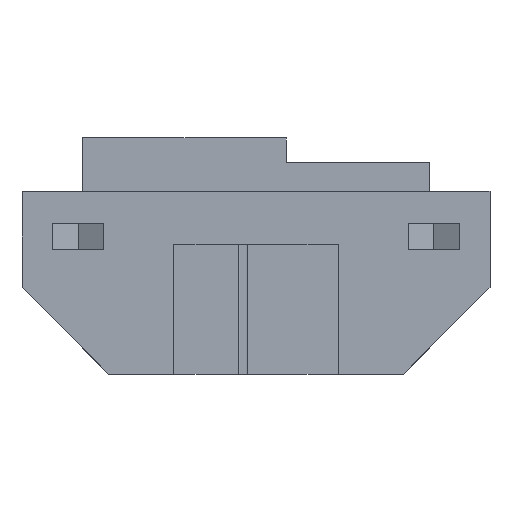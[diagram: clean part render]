
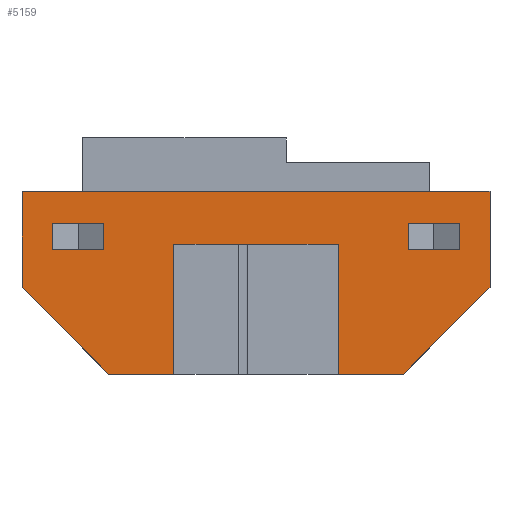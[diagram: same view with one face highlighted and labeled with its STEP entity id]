
A CAD part, front view. The second image highlights one B-rep face of the part: STEP entity #5159.
In plain terms, the highlighted planar face has unit normal (0, -1, 0).
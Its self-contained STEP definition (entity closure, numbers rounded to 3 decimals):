
#89=FACE_BOUND('',#574,.T.);
#90=FACE_BOUND('',#575,.T.);
#281=FACE_OUTER_BOUND('',#573,.T.);
#573=EDGE_LOOP('',(#3597,#3598,#3599,#3600,#3601,#3602,#3603,#3604,#3605,
#3606,#3607,#3608));
#574=EDGE_LOOP('',(#3609,#3610,#3611,#3612));
#575=EDGE_LOOP('',(#3613,#3614,#3615,#3616));
#945=LINE('',#7505,#1578);
#1013=LINE('',#7643,#1646);
#1014=LINE('',#7645,#1647);
#1015=LINE('',#7647,#1648);
#1016=LINE('',#7649,#1649);
#1017=LINE('',#7651,#1650);
#1018=LINE('',#7653,#1651);
#1019=LINE('',#7655,#1652);
#1020=LINE('',#7657,#1653);
#1021=LINE('',#7659,#1654);
#1022=LINE('',#7661,#1655);
#1023=LINE('',#7662,#1656);
#1024=LINE('',#7665,#1657);
#1025=LINE('',#7667,#1658);
#1026=LINE('',#7669,#1659);
#1027=LINE('',#7670,#1660);
#1028=LINE('',#7673,#1661);
#1029=LINE('',#7675,#1662);
#1030=LINE('',#7677,#1663);
#1031=LINE('',#7678,#1664);
#1578=VECTOR('',#5984,10.);
#1646=VECTOR('',#6084,10.);
#1647=VECTOR('',#6085,10.);
#1648=VECTOR('',#6086,10.);
#1649=VECTOR('',#6087,10.);
#1650=VECTOR('',#6088,10.);
#1651=VECTOR('',#6089,10.);
#1652=VECTOR('',#6090,10.);
#1653=VECTOR('',#6091,10.);
#1654=VECTOR('',#6092,10.);
#1655=VECTOR('',#6093,10.);
#1656=VECTOR('',#6094,10.);
#1657=VECTOR('',#6095,10.);
#1658=VECTOR('',#6096,10.);
#1659=VECTOR('',#6097,10.);
#1660=VECTOR('',#6098,10.);
#1661=VECTOR('',#6099,10.);
#1662=VECTOR('',#6100,10.);
#1663=VECTOR('',#6101,10.);
#1664=VECTOR('',#6102,10.);
#2204=VERTEX_POINT('',#7503);
#2205=VERTEX_POINT('',#7504);
#2259=VERTEX_POINT('',#7642);
#2260=VERTEX_POINT('',#7644);
#2261=VERTEX_POINT('',#7646);
#2262=VERTEX_POINT('',#7648);
#2263=VERTEX_POINT('',#7650);
#2264=VERTEX_POINT('',#7652);
#2265=VERTEX_POINT('',#7654);
#2266=VERTEX_POINT('',#7656);
#2267=VERTEX_POINT('',#7658);
#2268=VERTEX_POINT('',#7660);
#2269=VERTEX_POINT('',#7663);
#2270=VERTEX_POINT('',#7664);
#2271=VERTEX_POINT('',#7666);
#2272=VERTEX_POINT('',#7668);
#2273=VERTEX_POINT('',#7671);
#2274=VERTEX_POINT('',#7672);
#2275=VERTEX_POINT('',#7674);
#2276=VERTEX_POINT('',#7676);
#2719=EDGE_CURVE('',#2204,#2205,#945,.T.);
#2790=EDGE_CURVE('',#2205,#2259,#1013,.T.);
#2791=EDGE_CURVE('',#2260,#2259,#1014,.T.);
#2792=EDGE_CURVE('',#2260,#2261,#1015,.T.);
#2793=EDGE_CURVE('',#2262,#2261,#1016,.T.);
#2794=EDGE_CURVE('',#2263,#2262,#1017,.T.);
#2795=EDGE_CURVE('',#2263,#2264,#1018,.T.);
#2796=EDGE_CURVE('',#2265,#2264,#1019,.T.);
#2797=EDGE_CURVE('',#2266,#2265,#1020,.T.);
#2798=EDGE_CURVE('',#2266,#2267,#1021,.T.);
#2799=EDGE_CURVE('',#2268,#2267,#1022,.T.);
#2800=EDGE_CURVE('',#2204,#2268,#1023,.T.);
#2801=EDGE_CURVE('',#2269,#2270,#1024,.T.);
#2802=EDGE_CURVE('',#2270,#2271,#1025,.T.);
#2803=EDGE_CURVE('',#2271,#2272,#1026,.T.);
#2804=EDGE_CURVE('',#2269,#2272,#1027,.T.);
#2805=EDGE_CURVE('',#2273,#2274,#1028,.T.);
#2806=EDGE_CURVE('',#2273,#2275,#1029,.T.);
#2807=EDGE_CURVE('',#2275,#2276,#1030,.T.);
#2808=EDGE_CURVE('',#2276,#2274,#1031,.T.);
#3597=ORIENTED_EDGE('',*,*,#2719,.T.);
#3598=ORIENTED_EDGE('',*,*,#2790,.T.);
#3599=ORIENTED_EDGE('',*,*,#2791,.F.);
#3600=ORIENTED_EDGE('',*,*,#2792,.T.);
#3601=ORIENTED_EDGE('',*,*,#2793,.F.);
#3602=ORIENTED_EDGE('',*,*,#2794,.F.);
#3603=ORIENTED_EDGE('',*,*,#2795,.T.);
#3604=ORIENTED_EDGE('',*,*,#2796,.F.);
#3605=ORIENTED_EDGE('',*,*,#2797,.F.);
#3606=ORIENTED_EDGE('',*,*,#2798,.T.);
#3607=ORIENTED_EDGE('',*,*,#2799,.F.);
#3608=ORIENTED_EDGE('',*,*,#2800,.F.);
#3609=ORIENTED_EDGE('',*,*,#2801,.T.);
#3610=ORIENTED_EDGE('',*,*,#2802,.T.);
#3611=ORIENTED_EDGE('',*,*,#2803,.T.);
#3612=ORIENTED_EDGE('',*,*,#2804,.F.);
#3613=ORIENTED_EDGE('',*,*,#2805,.F.);
#3614=ORIENTED_EDGE('',*,*,#2806,.T.);
#3615=ORIENTED_EDGE('',*,*,#2807,.T.);
#3616=ORIENTED_EDGE('',*,*,#2808,.T.);
#4941=PLANE('',#5462);
#5159=ADVANCED_FACE('',(#281,#89,#90),#4941,.T.);
#5462=AXIS2_PLACEMENT_3D('',#7641,#6082,#6083);
#5984=DIRECTION('',(-1.,0.,0.));
#6082=DIRECTION('center_axis',(0.,-1.,0.));
#6083=DIRECTION('ref_axis',(0.,0.,1.));
#6084=DIRECTION('',(0.,0.,-1.));
#6085=DIRECTION('',(-0.707,0.,0.707));
#6086=DIRECTION('',(1.,0.,0.));
#6087=DIRECTION('',(0.,0.,-1.));
#6088=DIRECTION('',(-1.,0.,0.));
#6089=DIRECTION('',(1.,0.,0.));
#6090=DIRECTION('',(-1.,0.,0.));
#6091=DIRECTION('',(0.,0.,1.));
#6092=DIRECTION('',(1.,0.,0.));
#6093=DIRECTION('',(-0.707,0.,-0.707));
#6094=DIRECTION('',(0.,0.,-1.));
#6095=DIRECTION('',(0.,0.,-1.));
#6096=DIRECTION('',(-1.,0.,0.));
#6097=DIRECTION('',(0.,0.,1.));
#6098=DIRECTION('',(-1.,0.,0.));
#6099=DIRECTION('',(-1.,0.,0.));
#6100=DIRECTION('',(0.,0.,-1.));
#6101=DIRECTION('',(-1.,0.,0.));
#6102=DIRECTION('',(0.,0.,1.));
#7503=CARTESIAN_POINT('',(-137.27,-0.344,-8.211));
#7504=CARTESIAN_POINT('',(-191.27,-0.344,-8.211));
#7505=CARTESIAN_POINT('',(-164.27,-0.344,-8.211));
#7641=CARTESIAN_POINT('Origin',(-164.27,-0.344,1.814));
#7642=CARTESIAN_POINT('',(-191.27,-0.344,-19.258));
#7643=CARTESIAN_POINT('',(-191.27,-0.344,-14.258));
#7644=CARTESIAN_POINT('',(-181.27,-0.344,-29.258));
#7645=CARTESIAN_POINT('',(-184.788,-0.344,-25.74));
#7646=CARTESIAN_POINT('',(-173.77,-0.344,-29.258));
#7647=CARTESIAN_POINT('',(-169.02,-0.344,-29.258));
#7648=CARTESIAN_POINT('',(-173.77,-0.344,-14.258));
#7649=CARTESIAN_POINT('',(-173.77,-0.344,-16.008));
#7650=CARTESIAN_POINT('',(-169.731,-0.344,-14.258));
#7651=CARTESIAN_POINT('',(-164.27,-0.344,-14.258));
#7652=CARTESIAN_POINT('',(-161.809,-0.344,-14.258));
#7653=CARTESIAN_POINT('',(-164.27,-0.344,-14.258));
#7654=CARTESIAN_POINT('',(-154.77,-0.344,-14.258));
#7655=CARTESIAN_POINT('',(-164.27,-0.344,-14.258));
#7656=CARTESIAN_POINT('',(-154.77,-0.344,-29.258));
#7657=CARTESIAN_POINT('',(-154.77,-0.344,-16.008));
#7658=CARTESIAN_POINT('',(-147.27,-0.344,-29.258));
#7659=CARTESIAN_POINT('',(-150.77,-0.344,-29.258));
#7660=CARTESIAN_POINT('',(-137.27,-0.344,-19.258));
#7661=CARTESIAN_POINT('',(-143.752,-0.344,-25.74));
#7662=CARTESIAN_POINT('',(-137.27,-0.344,-17.758));
#7663=CARTESIAN_POINT('',(-181.826,-0.344,-11.883));
#7664=CARTESIAN_POINT('',(-181.826,-0.344,-14.883));
#7665=CARTESIAN_POINT('',(-181.826,-0.344,-6.535));
#7666=CARTESIAN_POINT('',(-187.714,-0.344,-14.883));
#7667=CARTESIAN_POINT('',(-174.52,-0.344,-14.883));
#7668=CARTESIAN_POINT('',(-187.714,-0.344,-11.883));
#7669=CARTESIAN_POINT('',(-187.714,-0.344,-6.535));
#7670=CARTESIAN_POINT('',(-181.826,-0.344,-11.883));
#7671=CARTESIAN_POINT('',(-140.826,-0.344,-11.883));
#7672=CARTESIAN_POINT('',(-146.714,-0.344,-11.883));
#7673=CARTESIAN_POINT('',(-146.714,-0.344,-11.883));
#7674=CARTESIAN_POINT('',(-140.826,-0.344,-14.883));
#7675=CARTESIAN_POINT('',(-140.826,-0.344,-6.535));
#7676=CARTESIAN_POINT('',(-146.714,-0.344,-14.883));
#7677=CARTESIAN_POINT('',(-154.02,-0.344,-14.883));
#7678=CARTESIAN_POINT('',(-146.714,-0.344,-6.535));
